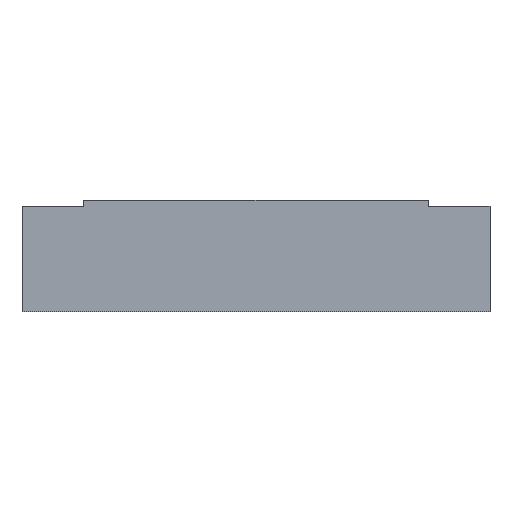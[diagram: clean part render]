
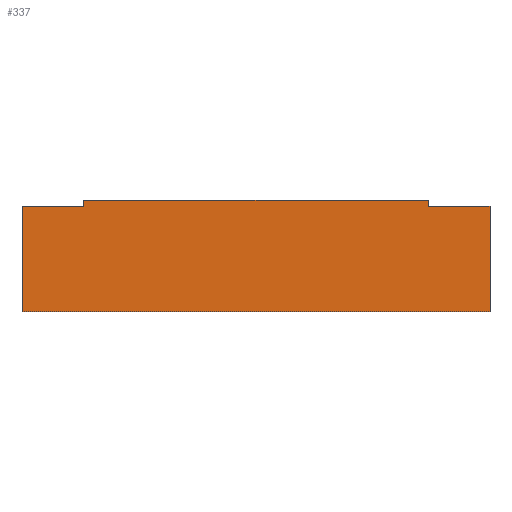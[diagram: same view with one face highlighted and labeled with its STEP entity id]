
A CAD part, top view. The second image highlights one B-rep face of the part: STEP entity #337.
In plain terms, the highlighted planar face has unit normal (0, 0, 1).
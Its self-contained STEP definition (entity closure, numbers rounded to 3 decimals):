
#10 = CARTESIAN_POINT ( 'NONE',  ( 0., 0., 32.95 ) ) ;
#18 = EDGE_CURVE ( 'NONE', #228, #468, #185, .T. ) ;
#22 = AXIS2_PLACEMENT_3D ( 'NONE', #10, #460, #243 ) ;
#29 = DIRECTION ( 'NONE',  ( 1., 0., 0. ) ) ;
#36 = LINE ( 'NONE', #534, #191 ) ;
#38 = VECTOR ( 'NONE', #182, 1000. ) ;
#41 = CARTESIAN_POINT ( 'NONE',  ( -95., 21.35, 32.95 ) ) ;
#44 = CARTESIAN_POINT ( 'NONE',  ( 95., -21.35, 32.95 ) ) ;
#47 = EDGE_CURVE ( 'NONE', #468, #533, #169, .T. ) ;
#49 = LINE ( 'NONE', #403, #38 ) ;
#54 = FACE_OUTER_BOUND ( 'NONE', #238, .T. ) ;
#62 = CARTESIAN_POINT ( 'NONE',  ( 70., 21.35, 32.95 ) ) ;
#69 = VECTOR ( 'NONE', #391, 1000. ) ;
#74 = LINE ( 'NONE', #44, #69 ) ;
#97 = EDGE_CURVE ( 'NONE', #533, #376, #167, .T. ) ;
#101 = VECTOR ( 'NONE', #442, 1000. ) ;
#107 = LINE ( 'NONE', #390, #101 ) ;
#125 = CARTESIAN_POINT ( 'NONE',  ( -95., -21.35, 32.95 ) ) ;
#150 = VECTOR ( 'NONE', #512, 1000. ) ;
#158 = VECTOR ( 'NONE', #255, 1000. ) ;
#163 = CARTESIAN_POINT ( 'NONE',  ( -70., 21.35, 32.95 ) ) ;
#167 = LINE ( 'NONE', #163, #150 ) ;
#169 = LINE ( 'NONE', #328, #158 ) ;
#179 = VECTOR ( 'NONE', #563, 1000. ) ;
#182 = DIRECTION ( 'NONE',  ( 0., 1., 0. ) ) ;
#185 = LINE ( 'NONE', #510, #179 ) ;
#191 = VECTOR ( 'NONE', #29, 1000. ) ;
#192 = CARTESIAN_POINT ( 'NONE',  ( 70., 23.85, 32.95 ) ) ;
#213 = EDGE_CURVE ( 'NONE', #376, #267, #107, .T. ) ;
#222 = VERTEX_POINT ( 'NONE', #529 ) ;
#223 = PLANE ( 'NONE',  #22 ) ;
#228 = VERTEX_POINT ( 'NONE', #192 ) ;
#238 = EDGE_LOOP ( 'NONE', ( #469, #472, #478, #482, #483, #485, #486, #487 ) ) ;
#243 = DIRECTION ( 'NONE',  ( 1., 0., 0. ) ) ;
#246 = VERTEX_POINT ( 'NONE', #62 ) ;
#255 = DIRECTION ( 'NONE',  ( 0., -1., 0. ) ) ;
#258 = DIRECTION ( 'NONE',  ( -1., 0., 0. ) ) ;
#267 = VERTEX_POINT ( 'NONE', #125 ) ;
#276 = CARTESIAN_POINT ( 'NONE',  ( -70., 23.85, 32.95 ) ) ;
#278 = EDGE_CURVE ( 'NONE', #541, #222, #74, .T. ) ;
#296 = VECTOR ( 'NONE', #258, 1000. ) ;
#313 = CARTESIAN_POINT ( 'NONE',  ( 95., -21.35, 32.95 ) ) ;
#328 = CARTESIAN_POINT ( 'NONE',  ( -70., 23.85, 32.95 ) ) ;
#334 = LINE ( 'NONE', #412, #296 ) ;
#337 = ADVANCED_FACE ( 'NONE', ( #54 ), #223, .T. ) ;
#376 = VERTEX_POINT ( 'NONE', #41 ) ;
#390 = CARTESIAN_POINT ( 'NONE',  ( -95., -21.35, 32.95 ) ) ;
#391 = DIRECTION ( 'NONE',  ( 0., 1., 0. ) ) ;
#403 = CARTESIAN_POINT ( 'NONE',  ( 70., 23.85, 32.95 ) ) ;
#412 = CARTESIAN_POINT ( 'NONE',  ( 70., 21.35, 32.95 ) ) ;
#442 = DIRECTION ( 'NONE',  ( 0., -1., 0. ) ) ;
#460 = DIRECTION ( 'NONE',  ( 0., 0., 1. ) ) ;
#466 = EDGE_CURVE ( 'NONE', #267, #541, #36, .T. ) ;
#468 = VERTEX_POINT ( 'NONE', #276 ) ;
#469 = ORIENTED_EDGE ( 'NONE', *, *, #213, .T. ) ;
#472 = ORIENTED_EDGE ( 'NONE', *, *, #466, .T. ) ;
#478 = ORIENTED_EDGE ( 'NONE', *, *, #278, .T. ) ;
#482 = ORIENTED_EDGE ( 'NONE', *, *, #595, .T. ) ;
#483 = ORIENTED_EDGE ( 'NONE', *, *, #526, .T. ) ;
#485 = ORIENTED_EDGE ( 'NONE', *, *, #18, .T. ) ;
#486 = ORIENTED_EDGE ( 'NONE', *, *, #47, .T. ) ;
#487 = ORIENTED_EDGE ( 'NONE', *, *, #97, .T. ) ;
#510 = CARTESIAN_POINT ( 'NONE',  ( -70., 23.85, 32.95 ) ) ;
#512 = DIRECTION ( 'NONE',  ( -1., 0., 0. ) ) ;
#526 = EDGE_CURVE ( 'NONE', #246, #228, #49, .T. ) ;
#529 = CARTESIAN_POINT ( 'NONE',  ( 95., 21.35, 32.95 ) ) ;
#533 = VERTEX_POINT ( 'NONE', #580 ) ;
#534 = CARTESIAN_POINT ( 'NONE',  ( -95., -21.35, 32.95 ) ) ;
#541 = VERTEX_POINT ( 'NONE', #313 ) ;
#563 = DIRECTION ( 'NONE',  ( -1., 0., 0. ) ) ;
#580 = CARTESIAN_POINT ( 'NONE',  ( -70., 21.35, 32.95 ) ) ;
#595 = EDGE_CURVE ( 'NONE', #222, #246, #334, .T. ) ;
